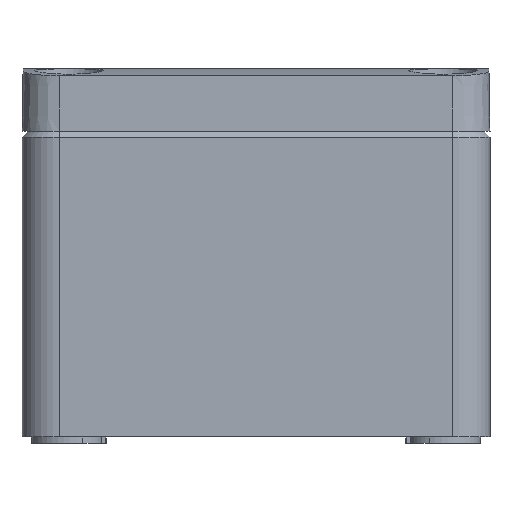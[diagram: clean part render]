
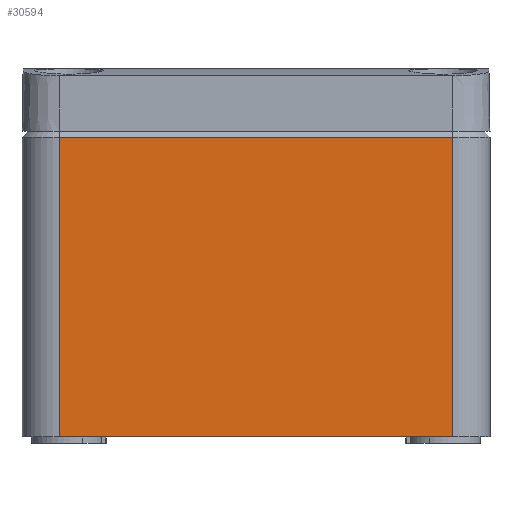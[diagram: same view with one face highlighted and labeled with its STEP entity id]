
A CAD part, left-side view. The second image highlights one B-rep face of the part: STEP entity #30594.
In plain terms, the highlighted planar face has unit normal (-1, 0, 0).
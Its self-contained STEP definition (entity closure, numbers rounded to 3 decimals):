
#10049=DIRECTION('',(0.,1.,0.));
#10050=VECTOR('',#10049,63.);
#10051=CARTESIAN_POINT('',(-62.5,-31.5,-1.));
#10052=LINE('',#10051,#10050);
#10435=DIRECTION('',(0.,0.,-1.));
#10436=VECTOR('',#10435,48.);
#10437=CARTESIAN_POINT('',(-62.5,31.5,-1.));
#10438=LINE('',#10437,#10436);
#10442=DIRECTION('',(0.,1.,0.));
#10443=VECTOR('',#10442,63.);
#10444=CARTESIAN_POINT('',(-62.5,-31.5,-49.));
#10445=LINE('',#10444,#10443);
#10449=DIRECTION('',(0.,0.,-1.));
#10450=VECTOR('',#10449,48.);
#10451=CARTESIAN_POINT('',(-62.5,-31.5,-1.));
#10452=LINE('',#10451,#10450);
#19598=CARTESIAN_POINT('',(-62.5,-31.5,-49.));
#19599=VERTEX_POINT('',#19598);
#19600=CARTESIAN_POINT('',(-62.5,31.5,-49.));
#19601=VERTEX_POINT('',#19600);
#20289=CARTESIAN_POINT('',(-62.5,-31.5,-1.));
#20290=VERTEX_POINT('',#20289);
#20293=CARTESIAN_POINT('',(-62.5,31.5,-1.));
#20294=VERTEX_POINT('',#20293);
#30582=CARTESIAN_POINT('',(-62.5,-31.5,0.));
#30583=DIRECTION('',(-1.,0.,0.));
#30584=DIRECTION('',(0.,1.,0.));
#30585=AXIS2_PLACEMENT_3D('',#30582,#30583,#30584);
#30586=PLANE('',#30585);
#30587=ORIENTED_EDGE('',*,*,#30443,.T.);
#30588=ORIENTED_EDGE('',*,*,#30577,.F.);
#30589=ORIENTED_EDGE('',*,*,#30356,.F.);
#30591=ORIENTED_EDGE('',*,*,#30590,.T.);
#30592=EDGE_LOOP('',(#30587,#30588,#30589,#30591));
#30593=FACE_OUTER_BOUND('',#30592,.F.);
#30594=ADVANCED_FACE('',(#30593),#30586,.T.);
#30356=EDGE_CURVE('',#20290,#20294,#10052,.T.);
#30443=EDGE_CURVE('',#19599,#19601,#10445,.T.);
#30577=EDGE_CURVE('',#20294,#19601,#10438,.T.);
#30590=EDGE_CURVE('',#20290,#19599,#10452,.T.);
